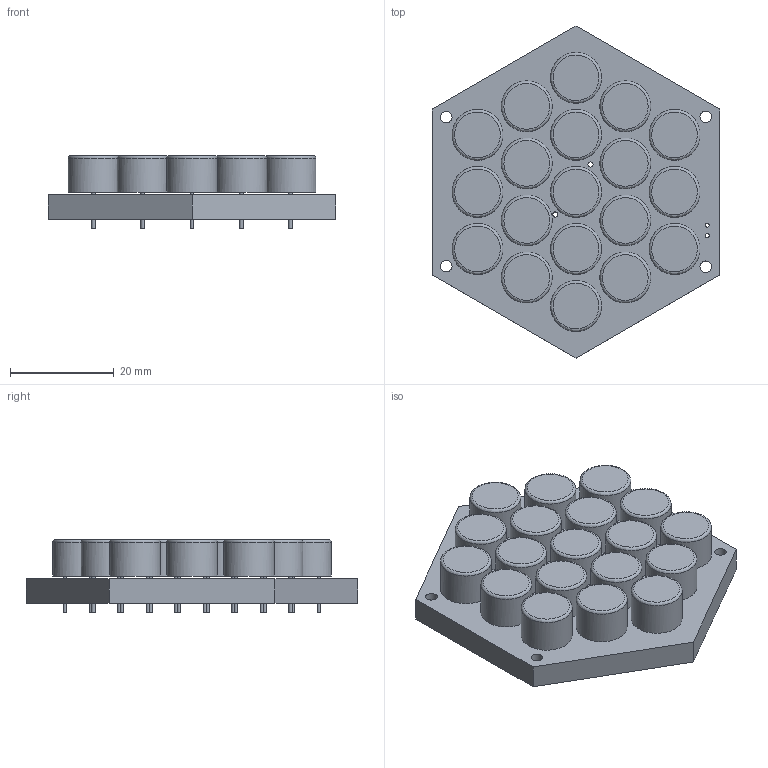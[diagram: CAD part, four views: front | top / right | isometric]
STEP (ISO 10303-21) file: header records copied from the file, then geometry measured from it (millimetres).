
FILE_DESCRIPTION(('KiCad electronic assembly'),'2;1');
FILE_NAME('circuit_board.STEP','2022-03-21T14:33:03',('Pcbnew'),('Kicad' ),'Open CASCADE STEP processor 7.6','KiCad to STEP converter', 'Unknown');
FILE_SCHEMA(('AUTOMOTIVE_DESIGN { 1 0 10303 214 1 1 1 1 }'));
Length unit declared in the file: millimetre
Products named in the file (4): circuit_board 1; ultrasonic_transducer; COMPOUND; _autosave-sound_laser PCB
Assembly tree (21 placements, depth 3):
  circuit_board 1
    ultrasonic_transducer  x19
      COMPOUND
    _autosave-sound_laser PCB
Bounding box: 55.43 x 64 x 14 mm (x, y, z)
Volume: 22474.6 mm3; surface area: 14378.3 mm2
Topology: 58 solids, 58 shells, 283 faces, 482 edges, 315 vertices
Faces by surface type: bspline 228, cylinder 47, plane 8
Full cylindrical faces by diameter (mm): 0.75 x2, 0.9 x38, 1 x3, 2.2 x4
Entity records: 5075 total; most frequent: CARTESIAN_POINT 1135, DIRECTION 725, ORIENTED_EDGE 352, PCURVE 352, DEFINITIONAL_REPRESENTATION 352, LINE 289, VECTOR 289, CIRCLE 188
